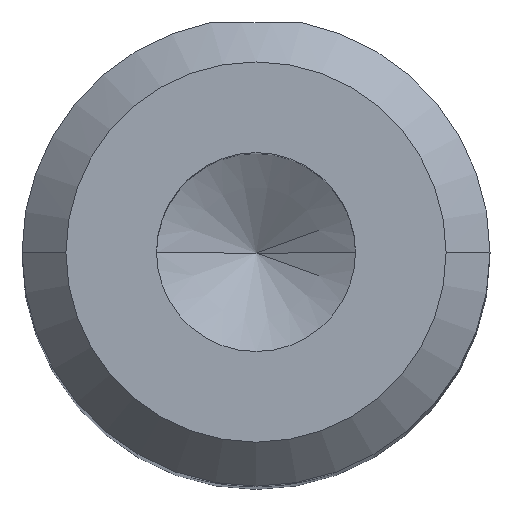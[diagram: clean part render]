
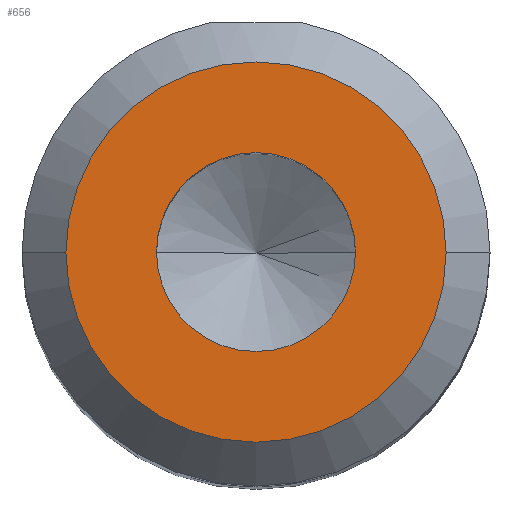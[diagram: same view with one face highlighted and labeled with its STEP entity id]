
A CAD part, top view. The second image highlights one B-rep face of the part: STEP entity #656.
In plain terms, the highlighted planar face has unit normal (0, 0, 1).
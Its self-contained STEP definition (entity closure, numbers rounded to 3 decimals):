
#23 = CARTESIAN_POINT ( 'NONE',  ( 0., 0., 35. ) ) ;
#25 = AXIS2_PLACEMENT_3D ( 'NONE', #181, #860, #279 ) ;
#39 = CIRCLE ( 'NONE', #263, 6.5 ) ;
#51 = CARTESIAN_POINT ( 'NONE',  ( 0., 0., 35. ) ) ;
#53 = ORIENTED_EDGE ( 'NONE', *, *, #1096, .F. ) ;
#76 = AXIS2_PLACEMENT_3D ( 'NONE', #23, #125, #807 ) ;
#113 = CIRCLE ( 'NONE', #25, 6.5 ) ;
#125 = DIRECTION ( 'NONE',  ( 0., 0., 1. ) ) ;
#151 = DIRECTION ( 'NONE',  ( 1., 0., 0. ) ) ;
#181 = CARTESIAN_POINT ( 'NONE',  ( 0., 0., 35. ) ) ;
#199 = CARTESIAN_POINT ( 'NONE',  ( -6.5, 0., 35. ) ) ;
#223 = FACE_OUTER_BOUND ( 'NONE', #895, .T. ) ;
#255 = CIRCLE ( 'NONE', #302, 3.4 ) ;
#263 = AXIS2_PLACEMENT_3D ( 'NONE', #51, #734, #151 ) ;
#265 = CARTESIAN_POINT ( 'NONE',  ( 3.4, 0., 35. ) ) ;
#279 = DIRECTION ( 'NONE',  ( 1., 0., 0. ) ) ;
#302 = AXIS2_PLACEMENT_3D ( 'NONE', #439, #1144, #542 ) ;
#341 = CARTESIAN_POINT ( 'NONE',  ( -3.4, 0., 35. ) ) ;
#344 = CARTESIAN_POINT ( 'NONE',  ( 0., 0., 35. ) ) ;
#370 = VERTEX_POINT ( 'NONE', #265 ) ;
#406 = ORIENTED_EDGE ( 'NONE', *, *, #1082, .T. ) ;
#439 = CARTESIAN_POINT ( 'NONE',  ( 0., 0., 35. ) ) ;
#444 = DIRECTION ( 'NONE',  ( 1., 0., 0. ) ) ;
#455 = AXIS2_PLACEMENT_3D ( 'NONE', #344, #1047, #444 ) ;
#542 = DIRECTION ( 'NONE',  ( 1., 0., 0. ) ) ;
#564 = CIRCLE ( 'NONE', #455, 3.4 ) ;
#577 = VERTEX_POINT ( 'NONE', #806 ) ;
#599 = PLANE ( 'NONE',  #76 ) ;
#656 = ADVANCED_FACE ( 'NONE', ( #223, #733 ), #599, .T. ) ;
#733 = FACE_BOUND ( 'NONE', #747, .T. ) ;
#734 = DIRECTION ( 'NONE',  ( 0., 0., 1. ) ) ;
#747 = EDGE_LOOP ( 'NONE', ( #53, #1014 ) ) ;
#762 = EDGE_CURVE ( 'NONE', #577, #976, #113, .T. ) ;
#806 = CARTESIAN_POINT ( 'NONE',  ( 6.5, 0., 35. ) ) ;
#807 = DIRECTION ( 'NONE',  ( 1., 0., 0. ) ) ;
#815 = EDGE_CURVE ( 'NONE', #1076, #370, #255, .T. ) ;
#860 = DIRECTION ( 'NONE',  ( 0., 0., 1. ) ) ;
#895 = EDGE_LOOP ( 'NONE', ( #406, #1174 ) ) ;
#976 = VERTEX_POINT ( 'NONE', #199 ) ;
#1014 = ORIENTED_EDGE ( 'NONE', *, *, #815, .F. ) ;
#1047 = DIRECTION ( 'NONE',  ( 0., 0., 1. ) ) ;
#1076 = VERTEX_POINT ( 'NONE', #341 ) ;
#1082 = EDGE_CURVE ( 'NONE', #976, #577, #39, .T. ) ;
#1096 = EDGE_CURVE ( 'NONE', #370, #1076, #564, .T. ) ;
#1144 = DIRECTION ( 'NONE',  ( 0., 0., 1. ) ) ;
#1174 = ORIENTED_EDGE ( 'NONE', *, *, #762, .T. ) ;
